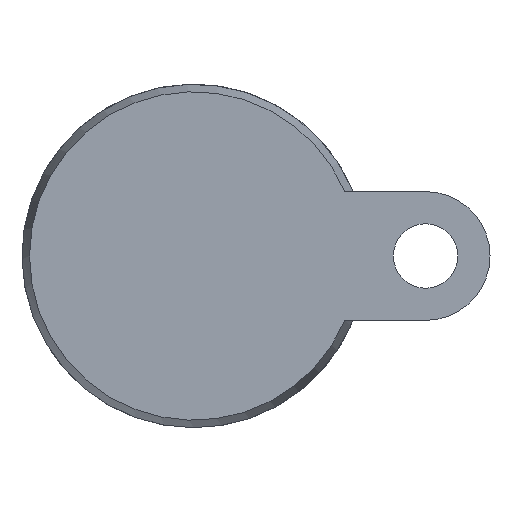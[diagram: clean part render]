
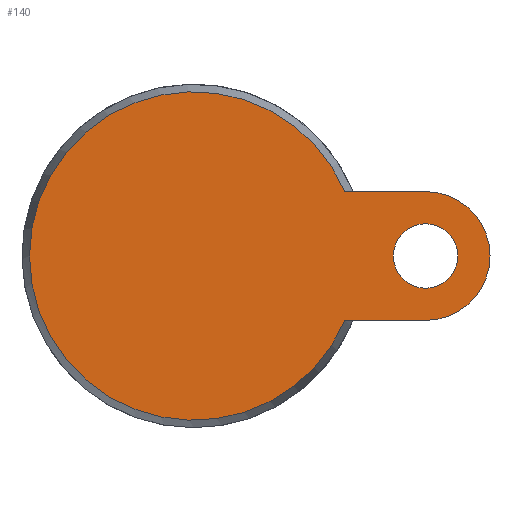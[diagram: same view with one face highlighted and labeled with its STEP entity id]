
A CAD part, front view. The second image highlights one B-rep face of the part: STEP entity #140.
In plain terms, the highlighted planar face has unit normal (0, -1, 0).
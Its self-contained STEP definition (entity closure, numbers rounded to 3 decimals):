
#140 = ADVANCED_FACE( '', ( #297, #298 ), #299, .F. );
#297 = FACE_BOUND( '', #488, .T. );
#298 = FACE_OUTER_BOUND( '', #489, .T. );
#299 = PLANE( '', #490 );
#488 = EDGE_LOOP( '', ( #786 ) );
#489 = EDGE_LOOP( '', ( #787, #788, #789, #790 ) );
#490 = AXIS2_PLACEMENT_3D( '', #791, #792, #793 );
#786 = ORIENTED_EDGE( '', *, *, #864, .T. );
#787 = ORIENTED_EDGE( '', *, *, #853, .F. );
#788 = ORIENTED_EDGE( '', *, *, #868, .T. );
#789 = ORIENTED_EDGE( '', *, *, #955, .F. );
#790 = ORIENTED_EDGE( '', *, *, #937, .F. );
#791 = CARTESIAN_POINT( '', ( 38.25, 0., 0. ) );
#792 = DIRECTION( '', ( 0., 1., 0. ) );
#793 = DIRECTION( '', ( 0., 0., 1. ) );
#853 = EDGE_CURVE( '', #980, #982, #983, .T. );
#864 = EDGE_CURVE( '', #1001, #1001, #1002, .T. );
#868 = EDGE_CURVE( '', #980, #1006, #1008, .T. );
#937 = EDGE_CURVE( '', #982, #1111, #1112, .T. );
#955 = EDGE_CURVE( '', #1111, #1006, #1133, .T. );
#980 = VERTEX_POINT( '', #1159 );
#982 = VERTEX_POINT( '', #1164 );
#983 = LINE( '', #1165, #1166 );
#1001 = VERTEX_POINT( '', #1211 );
#1002 = CIRCLE( '', #1212, 7.5 );
#1006 = VERTEX_POINT( '', #1216 );
#1008 = CIRCLE( '', #1221, 38.25 );
#1111 = VERTEX_POINT( '', #1424 );
#1112 = CIRCLE( '', #1425, 15. );
#1133 = LINE( '', #1473, #1474 );
#1159 = CARTESIAN_POINT( '', ( 35.186, 0., 15. ) );
#1164 = CARTESIAN_POINT( '', ( 54., 0., 15. ) );
#1165 = CARTESIAN_POINT( '', ( 0., 0., 15. ) );
#1166 = VECTOR( '', #1504, 1000. );
#1211 = CARTESIAN_POINT( '', ( 61.5, 0., 0. ) );
#1212 = AXIS2_PLACEMENT_3D( '', #1511, #1512, #1513 );
#1216 = CARTESIAN_POINT( '', ( 35.186, 0., -15. ) );
#1221 = AXIS2_PLACEMENT_3D( '', #1517, #1518, #1519 );
#1424 = CARTESIAN_POINT( '', ( 54., 0., -15. ) );
#1425 = AXIS2_PLACEMENT_3D( '', #1606, #1607, #1608 );
#1473 = CARTESIAN_POINT( '', ( 54., 0., -15. ) );
#1474 = VECTOR( '', #1616, 1000. );
#1504 = DIRECTION( '', ( 1., 0., 0. ) );
#1511 = CARTESIAN_POINT( '', ( 54., 0., 0. ) );
#1512 = DIRECTION( '', ( 0., 1., 0. ) );
#1513 = DIRECTION( '', ( 1., 0., 0. ) );
#1517 = CARTESIAN_POINT( '', ( 0., 0., 0. ) );
#1518 = DIRECTION( '', ( 0., -1., 0. ) );
#1519 = DIRECTION( '', ( 0., 0., -1. ) );
#1606 = CARTESIAN_POINT( '', ( 54., 0., 0. ) );
#1607 = DIRECTION( '', ( 0., 1., 0. ) );
#1608 = DIRECTION( '', ( 1., 0., 0. ) );
#1616 = DIRECTION( '', ( -1., 0., 0. ) );
